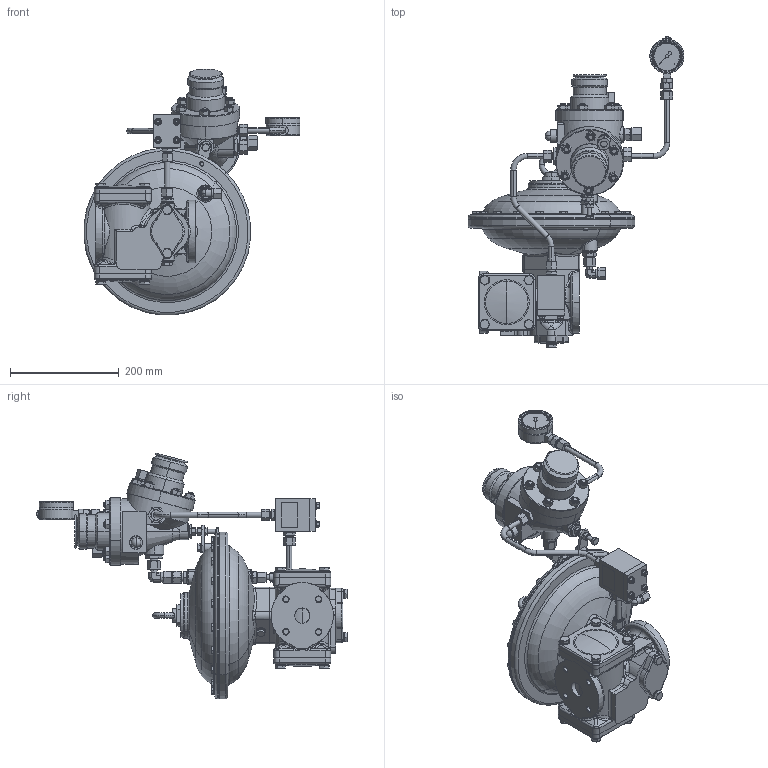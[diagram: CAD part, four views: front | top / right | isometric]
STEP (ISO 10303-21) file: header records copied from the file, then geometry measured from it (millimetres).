
FILE_DESCRIPTION (( 'STEP AP214' ), '1' );
FILE_NAME ('HON372_DN25_DN25_PN16_610_X_R_RE1.STEP', '2021-10-07T08:48:21', ( '' ), ( '' ), 'SwSTEP 2.0', 'SolidWorks 2019', '' );
FILE_SCHEMA (( 'AUTOMOTIVE_DESIGN' ));
Length unit declared in the file: millimetre
Products named in the file (1): HON372_DN25_DN25_PN16_610_X_R_RE1
Bounding box: 397.95 x 572.93 x 452.56 mm (x, y, z)
Volume: 10585868 mm3; surface area: 594350.9 mm2
Topology: 1 solids, 1 shells, 2770 faces, 6398 edges, 3810 vertices
Faces by surface type: plane 1098, cone 766, cylinder 551, bspline 229, torus 113, sphere 13
Entity records: 97165 total; most frequent: CARTESIAN_POINT 33934, ORIENTED_EDGE 12744, DIRECTION 11544, EDGE_CURVE 6372, AXIS2_PLACEMENT_3D 4721, VERTEX_POINT 3808, EDGE_LOOP 2988, FACE_OUTER_BOUND 2770
